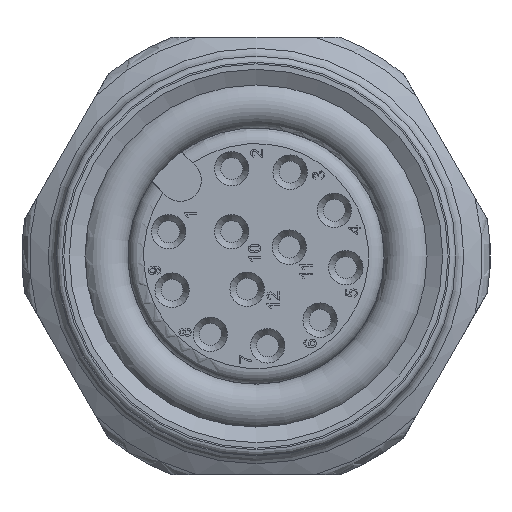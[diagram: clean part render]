
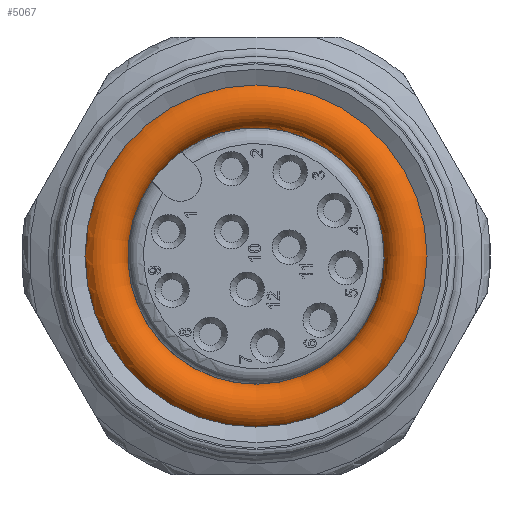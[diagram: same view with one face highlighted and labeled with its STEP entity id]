
A CAD part, left-side view. The second image highlights one B-rep face of the part: STEP entity #5067.
In plain terms, the highlighted toroidal (fillet/blend) face has major radius 4.845 mm and minor radius 0.75 mm.
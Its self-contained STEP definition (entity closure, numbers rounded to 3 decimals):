
#381=TOROIDAL_SURFACE('',#15107,4.845,0.75);
#1314=B_SPLINE_CURVE_WITH_KNOTS('',3,(#28821,#28822,#28823,#28824,#28825,
#28826,#28827),.UNSPECIFIED.,.F.,.F.,(4,3,4),(0.,0.456,1.),
 .UNSPECIFIED.);
#1315=B_SPLINE_CURVE_WITH_KNOTS('',3,(#28829,#28830,#28831,#28832,#28833,
#28834),.UNSPECIFIED.,.F.,.F.,(4,2,4),(0.,0.444,1.),
 .UNSPECIFIED.);
#1316=B_SPLINE_CURVE_WITH_KNOTS('',3,(#28838,#28839,#28840,#28841,#28842,
#28843),.UNSPECIFIED.,.F.,.F.,(4,2,4),(0.,0.41,1.),
 .UNSPECIFIED.);
#1317=B_SPLINE_CURVE_WITH_KNOTS('',3,(#28846,#28847,#28848,#28849,#28850,
#28851,#28852),.UNSPECIFIED.,.F.,.F.,(4,3,4),(0.,0.562,1.),
 .UNSPECIFIED.);
#5067=ADVANCED_FACE('',(#5479,#5480),#381,.T.);
#5479=FACE_BOUND('',#6471,.T.);
#5480=FACE_BOUND('',#6472,.T.);
#6471=EDGE_LOOP('',(#10381));
#6472=EDGE_LOOP('',(#10382,#10383,#10384,#10385,#10386,#10387));
#10381=ORIENTED_EDGE('',*,*,#13663,.T.);
#10382=ORIENTED_EDGE('',*,*,#13656,.T.);
#10383=ORIENTED_EDGE('',*,*,#13655,.T.);
#10384=ORIENTED_EDGE('',*,*,#13664,.T.);
#10385=ORIENTED_EDGE('',*,*,#13659,.T.);
#10386=ORIENTED_EDGE('',*,*,#13658,.T.);
#10387=ORIENTED_EDGE('',*,*,#13662,.F.);
#11699=VERTEX_POINT('',#28820);
#11700=VERTEX_POINT('',#28828);
#11701=VERTEX_POINT('',#28835);
#11702=VERTEX_POINT('',#28844);
#11703=VERTEX_POINT('',#28845);
#11704=VERTEX_POINT('',#28853);
#11705=VERTEX_POINT('',#28860);
#13655=EDGE_CURVE('',#11700,#11699,#1314,.T.);
#13656=EDGE_CURVE('',#11701,#11700,#1315,.T.);
#13658=EDGE_CURVE('',#11702,#11703,#1316,.T.);
#13659=EDGE_CURVE('',#11704,#11702,#1317,.T.);
#13662=EDGE_CURVE('',#11701,#11703,#14115,.T.);
#13663=EDGE_CURVE('',#11705,#11705,#14116,.T.);
#13664=EDGE_CURVE('',#11699,#11704,#14117,.T.);
#14115=CIRCLE('',#15102,4.1);
#14116=CIRCLE('',#15104,5.475);
#14117=CIRCLE('',#15106,4.277);
#15102=AXIS2_PLACEMENT_3D('',#28857,#18160,#18161);
#15104=AXIS2_PLACEMENT_3D('',#28859,#18164,#18165);
#15106=AXIS2_PLACEMENT_3D('',#28862,#18168,#18169);
#15107=AXIS2_PLACEMENT_3D('',#28863,#18170,#18171);
#18160=DIRECTION('',(-1.,0.,0.));
#18161=DIRECTION('',(0.,0.,-1.));
#18164=DIRECTION('',(-1.,0.,0.));
#18165=DIRECTION('',(0.,0.,-1.));
#18168=DIRECTION('',(1.,0.,0.));
#18169=DIRECTION('',(0.,1.,0.));
#18170=DIRECTION('',(1.,0.,0.));
#18171=DIRECTION('',(0.,0.,-1.));
#28820=CARTESIAN_POINT('',(39.001,3.464,2.509));
#28821=CARTESIAN_POINT('',(38.597,3.337,2.382));
#28822=CARTESIAN_POINT('',(38.665,3.342,2.388));
#28823=CARTESIAN_POINT('',(38.732,3.355,2.4));
#28824=CARTESIAN_POINT('',(38.795,3.373,2.419));
#28825=CARTESIAN_POINT('',(38.869,3.395,2.44));
#28826=CARTESIAN_POINT('',(38.94,3.426,2.472));
#28827=CARTESIAN_POINT('',(39.001,3.464,2.509));
#28828=CARTESIAN_POINT('',(38.597,3.337,2.382));
#28829=CARTESIAN_POINT('',(38.425,3.337,2.382));
#28830=CARTESIAN_POINT('',(38.45,3.335,2.38));
#28831=CARTESIAN_POINT('',(38.476,3.334,2.379));
#28832=CARTESIAN_POINT('',(38.533,3.333,2.378));
#28833=CARTESIAN_POINT('',(38.566,3.334,2.38));
#28834=CARTESIAN_POINT('',(38.597,3.337,2.382));
#28835=CARTESIAN_POINT('',(38.425,3.337,2.382));
#28838=CARTESIAN_POINT('',(38.597,2.382,3.337));
#28839=CARTESIAN_POINT('',(38.574,2.38,3.335));
#28840=CARTESIAN_POINT('',(38.55,2.379,3.334));
#28841=CARTESIAN_POINT('',(38.492,2.378,3.333));
#28842=CARTESIAN_POINT('',(38.458,2.379,3.334));
#28843=CARTESIAN_POINT('',(38.425,2.382,3.337));
#28844=CARTESIAN_POINT('',(38.597,2.382,3.337));
#28845=CARTESIAN_POINT('',(38.425,2.382,3.337));
#28846=CARTESIAN_POINT('',(39.001,2.509,3.464));
#28847=CARTESIAN_POINT('',(38.938,2.47,3.425));
#28848=CARTESIAN_POINT('',(38.865,2.439,3.393));
#28849=CARTESIAN_POINT('',(38.787,2.417,3.371));
#28850=CARTESIAN_POINT('',(38.727,2.399,3.354));
#28851=CARTESIAN_POINT('',(38.662,2.388,3.342));
#28852=CARTESIAN_POINT('',(38.597,2.382,3.337));
#28853=CARTESIAN_POINT('',(39.001,2.509,3.464));
#28857=CARTESIAN_POINT('',(38.425,0.,0.));
#28859=CARTESIAN_POINT('',(38.104,0.,0.));
#28860=CARTESIAN_POINT('',(38.104,0.,-5.475));
#28862=CARTESIAN_POINT('',(39.001,0.,0.));
#28863=CARTESIAN_POINT('',(38.511,0.,0.));
